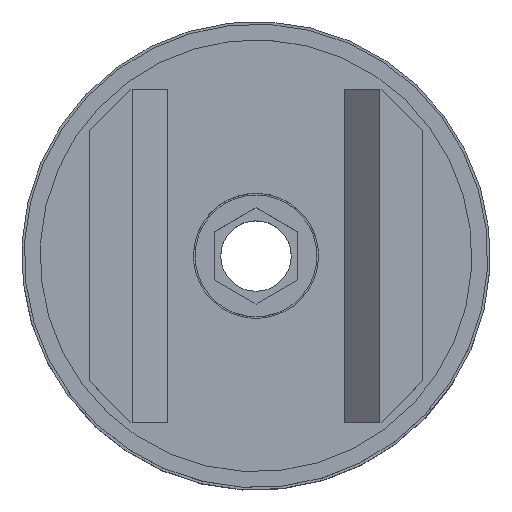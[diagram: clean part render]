
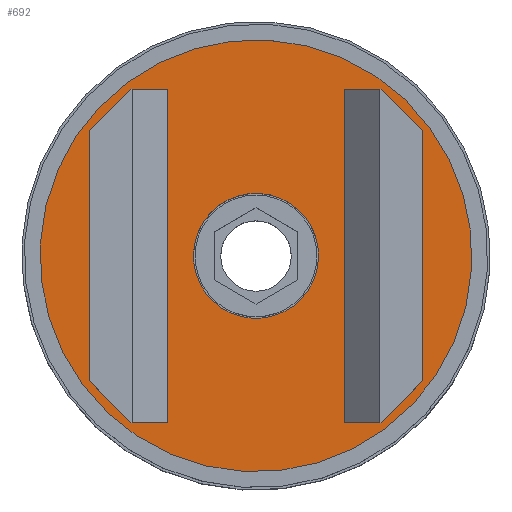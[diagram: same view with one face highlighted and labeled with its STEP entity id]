
A CAD part, top view. The second image highlights one B-rep face of the part: STEP entity #692.
In plain terms, the highlighted planar face has unit normal (0, 0, 1).
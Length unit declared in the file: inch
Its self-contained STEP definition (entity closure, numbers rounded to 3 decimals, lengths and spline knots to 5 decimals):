
#40=FACE_BOUND('',#162,.T.);
#41=FACE_BOUND('',#163,.T.);
#42=FACE_BOUND('',#164,.T.);
#63=CIRCLE('',#750,0.1875);
#68=CIRCLE('',#761,0.6475);
#103=FACE_OUTER_BOUND('',#161,.T.);
#161=EDGE_LOOP('',(#521));
#162=EDGE_LOOP('',(#522,#523,#524,#525,#526,#527));
#163=EDGE_LOOP('',(#528,#529,#530,#531,#532,#533));
#164=EDGE_LOOP('',(#534));
#189=LINE('',#977,#243);
#193=LINE('',#985,#247);
#196=LINE('',#991,#250);
#199=LINE('',#998,#253);
#203=LINE('',#1006,#257);
#206=LINE('',#1012,#260);
#209=LINE('',#1018,#263);
#214=LINE('',#1028,#268);
#216=LINE('',#1031,#270);
#217=LINE('',#1034,#271);
#222=LINE('',#1044,#276);
#224=LINE('',#1047,#278);
#243=VECTOR('',#787,0.3937);
#247=VECTOR('',#793,0.3937);
#250=VECTOR('',#798,0.3937);
#253=VECTOR('',#803,0.3937);
#257=VECTOR('',#809,0.3937);
#260=VECTOR('',#814,0.3937);
#263=VECTOR('',#819,0.3937);
#268=VECTOR('',#828,0.3937);
#270=VECTOR('',#832,0.3937);
#271=VECTOR('',#835,0.3937);
#276=VECTOR('',#844,0.3937);
#278=VECTOR('',#848,0.3937);
#297=VERTEX_POINT('',#975);
#298=VERTEX_POINT('',#976);
#301=VERTEX_POINT('',#984);
#303=VERTEX_POINT('',#990);
#305=VERTEX_POINT('',#996);
#306=VERTEX_POINT('',#997);
#309=VERTEX_POINT('',#1005);
#311=VERTEX_POINT('',#1011);
#313=VERTEX_POINT('',#1017);
#316=VERTEX_POINT('',#1027);
#317=VERTEX_POINT('',#1033);
#320=VERTEX_POINT('',#1043);
#332=VERTEX_POINT('',#1079);
#337=VERTEX_POINT('',#1095);
#356=EDGE_CURVE('',#297,#298,#189,.T.);
#360=EDGE_CURVE('',#298,#301,#193,.T.);
#363=EDGE_CURVE('',#301,#303,#196,.T.);
#366=EDGE_CURVE('',#305,#306,#199,.T.);
#370=EDGE_CURVE('',#306,#309,#203,.T.);
#373=EDGE_CURVE('',#309,#311,#206,.T.);
#376=EDGE_CURVE('',#311,#313,#209,.T.);
#381=EDGE_CURVE('',#316,#305,#214,.T.);
#383=EDGE_CURVE('',#313,#316,#216,.T.);
#384=EDGE_CURVE('',#303,#317,#217,.T.);
#389=EDGE_CURVE('',#320,#297,#222,.T.);
#391=EDGE_CURVE('',#317,#320,#224,.T.);
#403=EDGE_CURVE('',#332,#332,#63,.T.);
#408=EDGE_CURVE('',#337,#337,#68,.T.);
#521=ORIENTED_EDGE('',*,*,#408,.F.);
#522=ORIENTED_EDGE('',*,*,#381,.F.);
#523=ORIENTED_EDGE('',*,*,#383,.F.);
#524=ORIENTED_EDGE('',*,*,#376,.F.);
#525=ORIENTED_EDGE('',*,*,#373,.F.);
#526=ORIENTED_EDGE('',*,*,#370,.F.);
#527=ORIENTED_EDGE('',*,*,#366,.F.);
#528=ORIENTED_EDGE('',*,*,#389,.F.);
#529=ORIENTED_EDGE('',*,*,#391,.F.);
#530=ORIENTED_EDGE('',*,*,#384,.F.);
#531=ORIENTED_EDGE('',*,*,#363,.F.);
#532=ORIENTED_EDGE('',*,*,#360,.F.);
#533=ORIENTED_EDGE('',*,*,#356,.F.);
#534=ORIENTED_EDGE('',*,*,#403,.T.);
#607=PLANE('',#760);
#692=ADVANCED_FACE('',(#103,#40,#41,#42),#607,.F.);
#750=AXIS2_PLACEMENT_3D('',#1080,#889,#890);
#760=AXIS2_PLACEMENT_3D('',#1094,#909,#910);
#761=AXIS2_PLACEMENT_3D('',#1096,#911,#912);
#787=DIRECTION('',(-1.,0.,0.));
#793=DIRECTION('',(-0.707,-0.707,0.));
#798=DIRECTION('',(0.,-1.,0.));
#803=DIRECTION('',(1.,0.,0.));
#809=DIRECTION('',(0.707,0.707,0.));
#814=DIRECTION('',(0.,1.,0.));
#819=DIRECTION('',(-0.707,0.707,0.));
#828=DIRECTION('',(0.,-1.,0.));
#832=DIRECTION('',(-1.,0.,0.));
#835=DIRECTION('',(0.707,-0.707,0.));
#844=DIRECTION('',(0.,1.,0.));
#848=DIRECTION('',(1.,0.,0.));
#889=DIRECTION('center_axis',(0.,0.,
-1.));
#890=DIRECTION('ref_axis',(0.285,-0.958,0.));
#909=DIRECTION('center_axis',(0.,0.,
-1.));
#910=DIRECTION('ref_axis',(-0.285,0.958,0.));
#911=DIRECTION('center_axis',(0.,0.,
-1.));
#912=DIRECTION('ref_axis',(0.285,-0.958,0.));
#975=CARTESIAN_POINT('',(-0.265,0.5,0.37));
#976=CARTESIAN_POINT('',(-0.375,0.5,0.37));
#977=CARTESIAN_POINT('',(-0.25,0.5,0.37));
#984=CARTESIAN_POINT('',(-0.5,0.375,0.37));
#985=CARTESIAN_POINT('',(-0.4375,0.4375,0.37));
#990=CARTESIAN_POINT('',(-0.5,-0.375,0.37));
#991=CARTESIAN_POINT('',(-0.5,-0.25,0.37));
#996=CARTESIAN_POINT('',(0.265,-0.5,0.37));
#997=CARTESIAN_POINT('',(0.375,-0.5,0.37));
#998=CARTESIAN_POINT('',(0.25,-0.5,0.37));
#1005=CARTESIAN_POINT('',(0.5,-0.375,0.37));
#1006=CARTESIAN_POINT('',(0.4375,-0.4375,0.37));
#1011=CARTESIAN_POINT('',(0.5,0.375,0.37));
#1012=CARTESIAN_POINT('',(0.5,0.25,0.37));
#1017=CARTESIAN_POINT('',(0.375,0.5,0.37));
#1018=CARTESIAN_POINT('',(0.4375,0.4375,0.37));
#1027=CARTESIAN_POINT('',(0.265,0.5,0.37));
#1028=CARTESIAN_POINT('',(0.265,-0.125,0.37));
#1031=CARTESIAN_POINT('',(0.125,0.5,0.37));
#1033=CARTESIAN_POINT('',(-0.375,-0.5,0.37));
#1034=CARTESIAN_POINT('',(-0.4375,-0.4375,0.37));
#1043=CARTESIAN_POINT('',(-0.265,-0.5,0.37));
#1044=CARTESIAN_POINT('',(-0.265,0.125,0.37));
#1047=CARTESIAN_POINT('',(-0.125,-0.5,0.37));
#1079=CARTESIAN_POINT('',(0.05353,-0.1797,0.37));
#1080=CARTESIAN_POINT('Origin',(0.,0.,
0.37));
#1094=CARTESIAN_POINT('Origin',(0.,0.,
0.37));
#1095=CARTESIAN_POINT('',(0.18486,-0.62055,0.37));
#1096=CARTESIAN_POINT('Origin',(0.,0.,
0.37));
